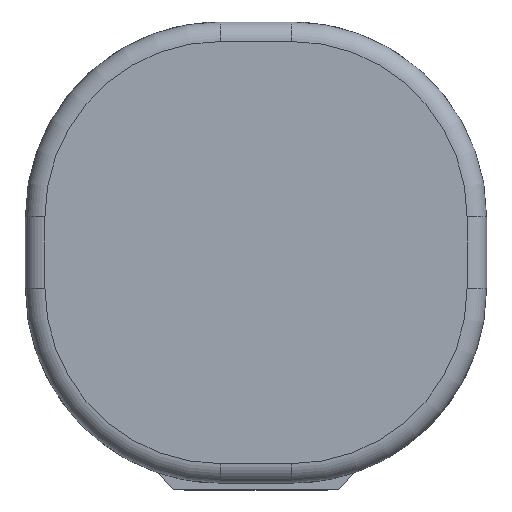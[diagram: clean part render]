
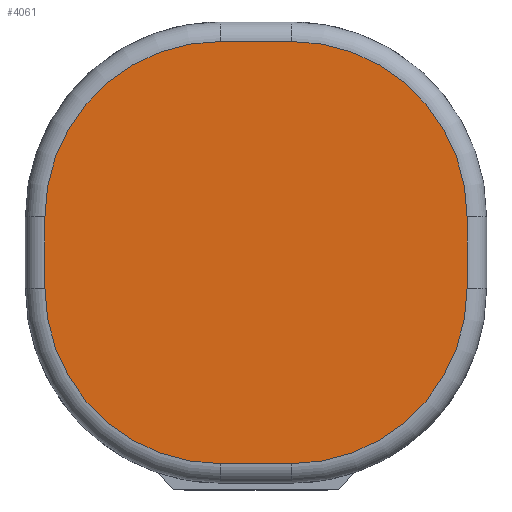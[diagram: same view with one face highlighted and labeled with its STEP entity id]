
A CAD part, front view. The second image highlights one B-rep face of the part: STEP entity #4061.
In plain terms, the highlighted planar face has unit normal (0, -1, 0).
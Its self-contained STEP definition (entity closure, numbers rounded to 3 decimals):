
#113 = ORIENTED_EDGE ( 'NONE', *, *, #5278, .T. ) ;
#135 = LINE ( 'NONE', #1153, #5713 ) ;
#470 = LINE ( 'NONE', #2900, #684 ) ;
#670 = VECTOR ( 'NONE', #2880, 1000. ) ;
#684 = VECTOR ( 'NONE', #1457, 1000. ) ;
#721 = VERTEX_POINT ( 'NONE', #6425 ) ;
#789 = CARTESIAN_POINT ( 'NONE',  ( 5.5, 0., 32.5 ) ) ;
#897 = CIRCLE ( 'NONE', #3526, 27. ) ;
#906 = CARTESIAN_POINT ( 'NONE',  ( -32.5, 0., -5.5 ) ) ;
#1153 = CARTESIAN_POINT ( 'NONE',  ( -5.5, 0., 32.5 ) ) ;
#1198 = CARTESIAN_POINT ( 'NONE',  ( 32.5, 0., 5.5 ) ) ;
#1315 = CARTESIAN_POINT ( 'NONE',  ( -5.5, 0., 5.5 ) ) ;
#1325 = EDGE_LOOP ( 'NONE', ( #2162, #2277, #5885, #4474, #2800, #113, #4787, #3167 ) ) ;
#1352 = EDGE_CURVE ( 'NONE', #3895, #4759, #4414, .T. ) ;
#1433 = CIRCLE ( 'NONE', #5098, 27. ) ;
#1457 = DIRECTION ( 'NONE',  ( 1., 0., 0. ) ) ;
#1648 = AXIS2_PLACEMENT_3D ( 'NONE', #3012, #4996, #6463 ) ;
#1808 = VERTEX_POINT ( 'NONE', #789 ) ;
#1950 = DIRECTION ( 'NONE',  ( 0., 0., -1. ) ) ;
#2092 = CARTESIAN_POINT ( 'NONE',  ( 32.5, 0., 5.5 ) ) ;
#2162 = ORIENTED_EDGE ( 'NONE', *, *, #2180, .T. ) ;
#2180 = EDGE_CURVE ( 'NONE', #3784, #1808, #1433, .T. ) ;
#2277 = ORIENTED_EDGE ( 'NONE', *, *, #5920, .T. ) ;
#2800 = ORIENTED_EDGE ( 'NONE', *, *, #5193, .T. ) ;
#2824 = DIRECTION ( 'NONE',  ( 0., 0., -1. ) ) ;
#2880 = DIRECTION ( 'NONE',  ( 0., 0., -1. ) ) ;
#2900 = CARTESIAN_POINT ( 'NONE',  ( 5.5, 0., -32.5 ) ) ;
#2969 = CARTESIAN_POINT ( 'NONE',  ( 5.5, 0., -5.5 ) ) ;
#3012 = CARTESIAN_POINT ( 'NONE',  ( -5.5, 0., 5.5 ) ) ;
#3143 = CARTESIAN_POINT ( 'NONE',  ( 5.5, 0., 5.5 ) ) ;
#3159 = DIRECTION ( 'NONE',  ( -1., 0., 0. ) ) ;
#3167 = ORIENTED_EDGE ( 'NONE', *, *, #4039, .T. ) ;
#3429 = DIRECTION ( 'NONE',  ( 0., 0., -1. ) ) ;
#3462 = VERTEX_POINT ( 'NONE', #4831 ) ;
#3498 = DIRECTION ( 'NONE',  ( 0., 0., 1. ) ) ;
#3526 = AXIS2_PLACEMENT_3D ( 'NONE', #5519, #5483, #1950 ) ;
#3566 = DIRECTION ( 'NONE',  ( 0., 0., -1. ) ) ;
#3595 = LINE ( 'NONE', #2092, #4468 ) ;
#3659 = DIRECTION ( 'NONE',  ( 0., -1., 0. ) ) ;
#3726 = CIRCLE ( 'NONE', #4566, 27. ) ;
#3784 = VERTEX_POINT ( 'NONE', #1198 ) ;
#3895 = VERTEX_POINT ( 'NONE', #5347 ) ;
#4029 = VERTEX_POINT ( 'NONE', #6053 ) ;
#4039 = EDGE_CURVE ( 'NONE', #721, #3784, #3595, .T. ) ;
#4061 = ADVANCED_FACE ( 'NONE', ( #4470 ), #5062, .T. ) ;
#4306 = EDGE_CURVE ( 'NONE', #3462, #3895, #4492, .T. ) ;
#4414 = LINE ( 'NONE', #906, #670 ) ;
#4468 = VECTOR ( 'NONE', #3498, 1000. ) ;
#4470 = FACE_OUTER_BOUND ( 'NONE', #1325, .T. ) ;
#4474 = ORIENTED_EDGE ( 'NONE', *, *, #1352, .T. ) ;
#4492 = CIRCLE ( 'NONE', #5960, 27. ) ;
#4566 = AXIS2_PLACEMENT_3D ( 'NONE', #2969, #4993, #3429 ) ;
#4699 = VERTEX_POINT ( 'NONE', #4843 ) ;
#4759 = VERTEX_POINT ( 'NONE', #5263 ) ;
#4787 = ORIENTED_EDGE ( 'NONE', *, *, #5222, .T. ) ;
#4831 = CARTESIAN_POINT ( 'NONE',  ( -5.5, 0., 32.5 ) ) ;
#4843 = CARTESIAN_POINT ( 'NONE',  ( 5.5, 0., -32.5 ) ) ;
#4993 = DIRECTION ( 'NONE',  ( 0., -1., 0. ) ) ;
#4996 = DIRECTION ( 'NONE',  ( 0., -1., 0. ) ) ;
#5062 = PLANE ( 'NONE',  #1648 ) ;
#5098 = AXIS2_PLACEMENT_3D ( 'NONE', #3143, #3659, #3566 ) ;
#5193 = EDGE_CURVE ( 'NONE', #4759, #4029, #897, .T. ) ;
#5222 = EDGE_CURVE ( 'NONE', #4699, #721, #3726, .T. ) ;
#5263 = CARTESIAN_POINT ( 'NONE',  ( -32.5, 0., -5.5 ) ) ;
#5278 = EDGE_CURVE ( 'NONE', #4029, #4699, #470, .T. ) ;
#5347 = CARTESIAN_POINT ( 'NONE',  ( -32.5, 0., 5.5 ) ) ;
#5483 = DIRECTION ( 'NONE',  ( 0., -1., 0. ) ) ;
#5519 = CARTESIAN_POINT ( 'NONE',  ( -5.5, 0., -5.5 ) ) ;
#5713 = VECTOR ( 'NONE', #3159, 1000. ) ;
#5867 = DIRECTION ( 'NONE',  ( 0., -1., 0. ) ) ;
#5885 = ORIENTED_EDGE ( 'NONE', *, *, #4306, .T. ) ;
#5920 = EDGE_CURVE ( 'NONE', #1808, #3462, #135, .T. ) ;
#5960 = AXIS2_PLACEMENT_3D ( 'NONE', #1315, #5867, #2824 ) ;
#6053 = CARTESIAN_POINT ( 'NONE',  ( -5.5, 0., -32.5 ) ) ;
#6425 = CARTESIAN_POINT ( 'NONE',  ( 32.5, 0., -5.5 ) ) ;
#6463 = DIRECTION ( 'NONE',  ( 0., 0., -1. ) ) ;
